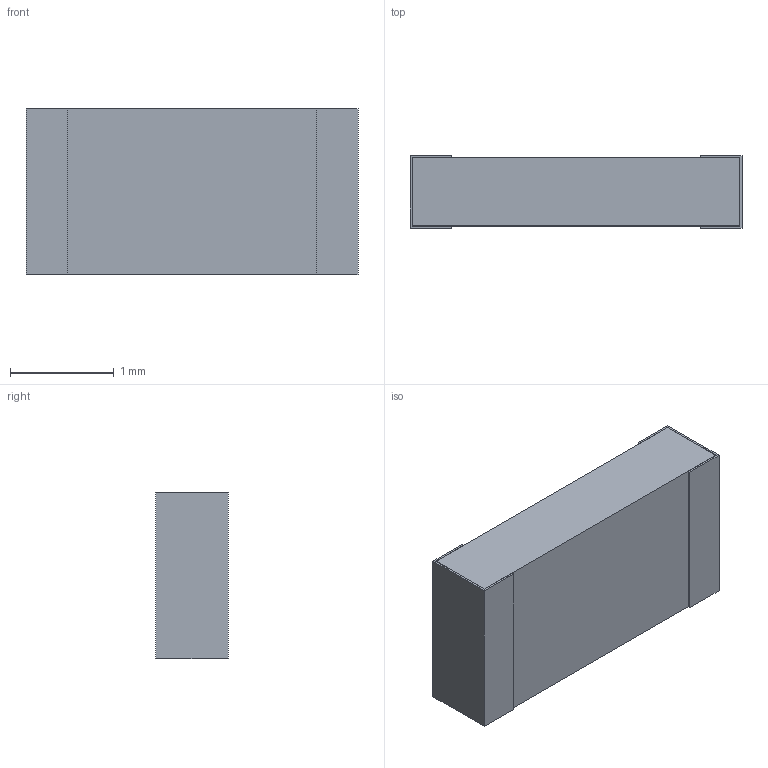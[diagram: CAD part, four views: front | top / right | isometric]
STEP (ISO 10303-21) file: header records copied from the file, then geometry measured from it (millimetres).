
FILE_DESCRIPTION (( 'STEP AP203' ), '1' );
FILE_NAME ('Resistor1206.STEP', '2014-07-24T13:38:53', ( '' ), ( '' ), 'SwSTEP 2.0', 'SolidWorks 2014', '' );
FILE_SCHEMA (( 'CONFIG_CONTROL_DESIGN' ));
Length unit declared in the file: millimetre
Products named in the file (1): Resistor1206
Bounding box: 3.2 x 0.7 x 1.6 mm (x, y, z)
Volume: 3.4 mm3; surface area: 26 mm2
Topology: 3 solids, 3 shells, 57 faces, 141 edges, 94 vertices
Faces by surface type: plane 42, bspline 15
Entity records: 2814 total; most frequent: CARTESIAN_POINT 1484, ORIENTED_EDGE 282, DIRECTION 197, EDGE_CURVE 141, LINE 111, VECTOR 111, VERTEX_POINT 94, EDGE_LOOP 61
